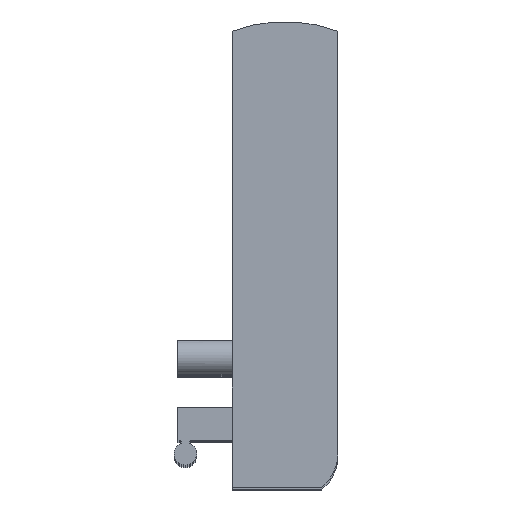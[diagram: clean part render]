
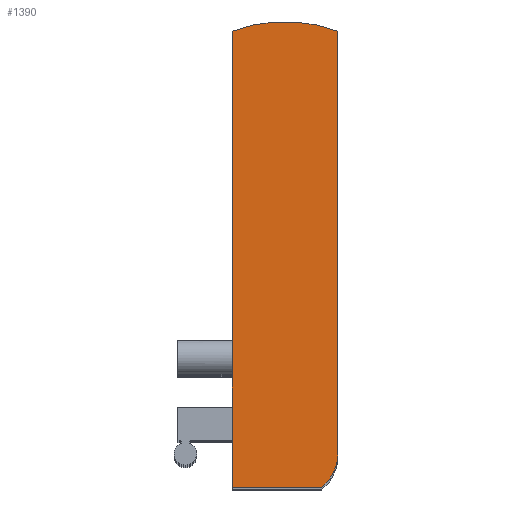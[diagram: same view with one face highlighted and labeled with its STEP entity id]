
A CAD part, top view. The second image highlights one B-rep face of the part: STEP entity #1390.
In plain terms, the highlighted planar face has unit normal (0, 0, 1).
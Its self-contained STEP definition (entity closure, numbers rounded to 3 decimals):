
#113=CIRCLE('',#1573,18.);
#115=CIRCLE('',#1578,5.);
#519=ORIENTED_EDGE('',*,*,#710,.T.);
#520=ORIENTED_EDGE('',*,*,#714,.T.);
#521=ORIENTED_EDGE('',*,*,#717,.T.);
#522=ORIENTED_EDGE('',*,*,#720,.T.);
#523=ORIENTED_EDGE('',*,*,#722,.T.);
#710=EDGE_CURVE('',#846,#845,#113,.T.);
#714=EDGE_CURVE('',#845,#848,#976,.T.);
#717=EDGE_CURVE('',#848,#850,#979,.T.);
#720=EDGE_CURVE('',#850,#852,#115,.T.);
#722=EDGE_CURVE('',#852,#846,#982,.T.);
#845=VERTEX_POINT('',#2394);
#846=VERTEX_POINT('',#2396);
#848=VERTEX_POINT('',#2402);
#850=VERTEX_POINT('',#2408);
#852=VERTEX_POINT('',#2414);
#976=LINE('',#2403,#1104);
#979=LINE('',#2409,#1107);
#982=LINE('',#2418,#1110);
#1104=VECTOR('',#1972,1000.);
#1107=VECTOR('',#1977,1000.);
#1110=VECTOR('',#1988,1000.);
#1187=EDGE_LOOP('',(#519,#520,#521,#522,#523));
#1269=FACE_BOUND('',#1187,.T.);
#1316=PLANE('',#1580);
#1390=ADVANCED_FACE('',(#1269),#1316,.T.);
#1573=AXIS2_PLACEMENT_3D('',#2395,#1965,#1966);
#1578=AXIS2_PLACEMENT_3D('',#2415,#1983,#1984);
#1580=AXIS2_PLACEMENT_3D('',#2419,#1989,#1990);
#1965=DIRECTION('',(0.,0.,1.));
#1966=DIRECTION('',(1.,0.,0.));
#1972=DIRECTION('',(0.,-1.,0.));
#1977=DIRECTION('',(1.,0.,0.));
#1983=DIRECTION('',(0.,0.,1.));
#1984=DIRECTION('',(1.,0.,0.));
#1988=DIRECTION('',(0.,1.,0.));
#1989=DIRECTION('',(0.,0.,1.));
#1990=DIRECTION('',(1.,0.,0.));
#2394=CARTESIAN_POINT('',(-8.9,50.743,1.6));
#2395=CARTESIAN_POINT('',(-2.55,33.9,1.6));
#2396=CARTESIAN_POINT('',(3.8,50.743,1.6));
#2402=CARTESIAN_POINT('',(-8.9,-4.,1.6));
#2403=CARTESIAN_POINT('',(-8.9,50.743,1.6));
#2408=CARTESIAN_POINT('',(1.8,-4.,1.6));
#2409=CARTESIAN_POINT('',(-8.9,-4.,1.6));
#2414=CARTESIAN_POINT('',(3.8,0.,1.6));
#2415=CARTESIAN_POINT('',(-1.2,0.,1.6));
#2418=CARTESIAN_POINT('',(3.8,0.,1.6));
#2419=CARTESIAN_POINT('',(-2.55,33.9,1.6));
